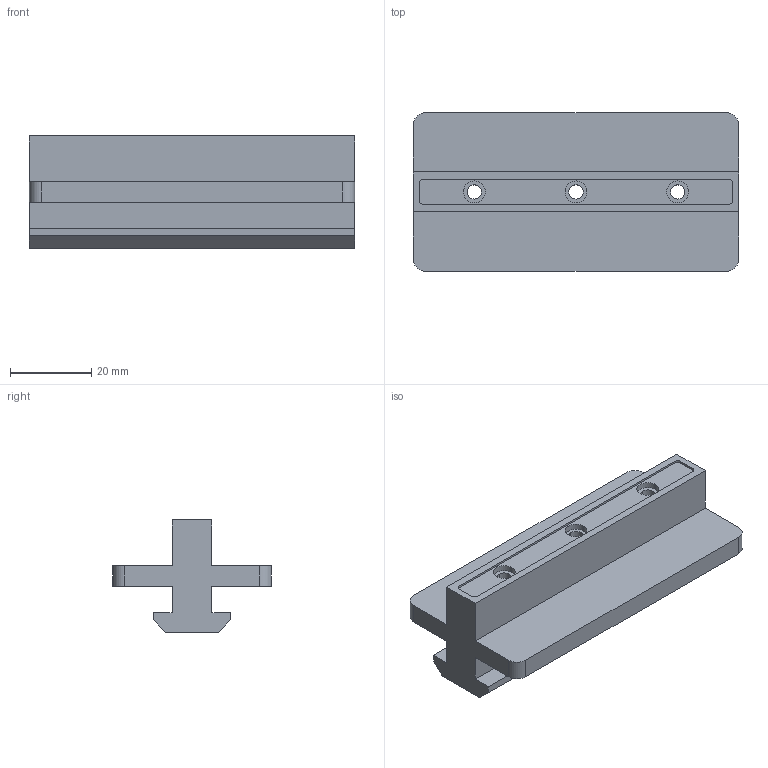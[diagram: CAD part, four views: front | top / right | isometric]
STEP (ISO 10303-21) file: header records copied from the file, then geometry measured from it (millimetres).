
FILE_DESCRIPTION (( 'STEP AP203' ), '1' );
FILE_NAME ('412523206_c_1.STEP', '2022-10-09T02:54:25', ( '' ), ( '' ), 'SwSTEP 2.0', 'SolidWorks 2014', '' );
FILE_SCHEMA (( 'CONFIG_CONTROL_DESIGN' ));
Length unit declared in the file: millimetre
Products named in the file (1): 412523206_c_1
Bounding box: 80 x 39 x 27.6 mm (x, y, z)
Volume: 34728.7 mm3; surface area: 13747 mm2
Topology: 1 solids, 1 shells, 66 faces, 168 edges, 112 vertices
Faces by surface type: plane 36, cylinder 30
Entity records: 2101 total; most frequent: DIRECTION 362, CARTESIAN_POINT 347, ORIENTED_EDGE 336, EDGE_CURVE 168, AXIS2_PLACEMENT_3D 127, VERTEX_POINT 112, VECTOR 108, LINE 108
